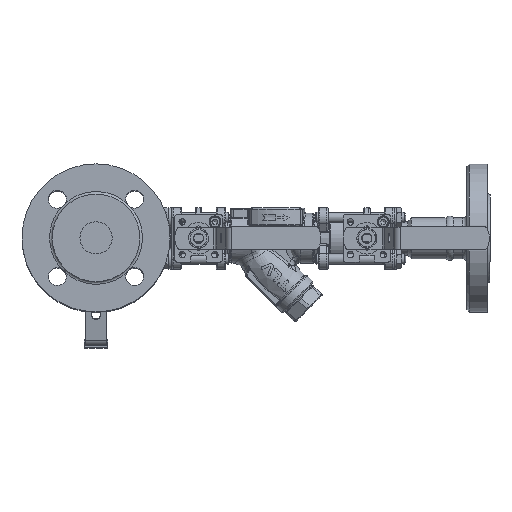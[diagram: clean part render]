
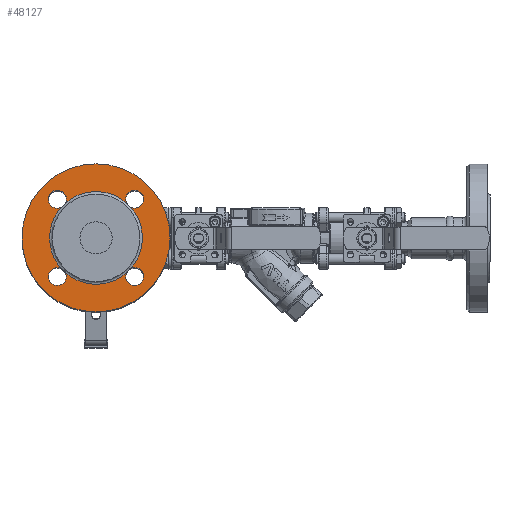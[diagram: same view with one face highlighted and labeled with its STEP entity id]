
A CAD part, top view. The second image highlights one B-rep face of the part: STEP entity #48127.
In plain terms, the highlighted planar face has unit normal (0, 0, 1).
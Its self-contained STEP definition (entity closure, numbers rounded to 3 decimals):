
#4447=FACE_BOUND('',#14587,.T.);
#4661=PLANE('',#51234);
#11571=FACE_OUTER_BOUND('',#14586,.T.);
#14586=EDGE_LOOP('',(#32879));
#14587=EDGE_LOOP('',(#32880,#32881,#32882,#32883,#32884,#32885,#32886,#32887,
#32888,#32889,#32890,#32891,#32892));
#17820=CIRCLE('',#51211,36.);
#17821=CIRCLE('',#51212,36.);
#17822=CIRCLE('',#51213,36.);
#17823=CIRCLE('',#51214,36.);
#17824=CIRCLE('',#51215,36.);
#17825=CIRCLE('',#51217,7.);
#17826=CIRCLE('',#51218,7.);
#17827=CIRCLE('',#51220,7.);
#17828=CIRCLE('',#51221,7.);
#17829=CIRCLE('',#51223,7.);
#17830=CIRCLE('',#51224,7.);
#17831=CIRCLE('',#51226,7.);
#17832=CIRCLE('',#51227,7.);
#17835=CIRCLE('',#51232,57.5);
#20565=VERTEX_POINT('',#71228);
#20566=VERTEX_POINT('',#71230);
#20567=VERTEX_POINT('',#71232);
#20568=VERTEX_POINT('',#71253);
#20569=VERTEX_POINT('',#71255);
#20570=VERTEX_POINT('',#71276);
#20571=VERTEX_POINT('',#71278);
#20572=VERTEX_POINT('',#71299);
#20573=VERTEX_POINT('',#71301);
#20574=VERTEX_POINT('',#71324);
#20575=VERTEX_POINT('',#71329);
#20576=VERTEX_POINT('',#71334);
#20577=VERTEX_POINT('',#71339);
#20580=VERTEX_POINT('',#71350);
#25211=EDGE_CURVE('',#20565,#20566,#17820,.T.);
#25213=EDGE_CURVE('',#20567,#20568,#17821,.T.);
#25215=EDGE_CURVE('',#20569,#20570,#17822,.T.);
#25217=EDGE_CURVE('',#20571,#20572,#17823,.T.);
#25219=EDGE_CURVE('',#20573,#20565,#17824,.T.);
#25220=EDGE_CURVE('',#20569,#20574,#17825,.T.);
#25221=EDGE_CURVE('',#20574,#20568,#17826,.T.);
#25223=EDGE_CURVE('',#20571,#20575,#17827,.T.);
#25224=EDGE_CURVE('',#20575,#20570,#17828,.T.);
#25226=EDGE_CURVE('',#20573,#20576,#17829,.T.);
#25227=EDGE_CURVE('',#20576,#20572,#17830,.T.);
#25229=EDGE_CURVE('',#20567,#20577,#17831,.T.);
#25230=EDGE_CURVE('',#20577,#20566,#17832,.T.);
#25236=EDGE_CURVE('',#20580,#20580,#17835,.T.);
#32879=ORIENTED_EDGE('',*,*,#25236,.F.);
#32880=ORIENTED_EDGE('',*,*,#25217,.F.);
#32881=ORIENTED_EDGE('',*,*,#25223,.T.);
#32882=ORIENTED_EDGE('',*,*,#25224,.T.);
#32883=ORIENTED_EDGE('',*,*,#25215,.F.);
#32884=ORIENTED_EDGE('',*,*,#25220,.T.);
#32885=ORIENTED_EDGE('',*,*,#25221,.T.);
#32886=ORIENTED_EDGE('',*,*,#25213,.F.);
#32887=ORIENTED_EDGE('',*,*,#25229,.T.);
#32888=ORIENTED_EDGE('',*,*,#25230,.T.);
#32889=ORIENTED_EDGE('',*,*,#25211,.F.);
#32890=ORIENTED_EDGE('',*,*,#25219,.F.);
#32891=ORIENTED_EDGE('',*,*,#25226,.T.);
#32892=ORIENTED_EDGE('',*,*,#25227,.T.);
#48127=ADVANCED_FACE('',(#11571,#4447),#4661,.F.);
#51211=AXIS2_PLACEMENT_3D('',#71231,#57103,#57104);
#51212=AXIS2_PLACEMENT_3D('',#71254,#57105,#57106);
#51213=AXIS2_PLACEMENT_3D('',#71277,#57107,#57108);
#51214=AXIS2_PLACEMENT_3D('',#71300,#57109,#57110);
#51215=AXIS2_PLACEMENT_3D('',#71322,#57111,#57112);
#51217=AXIS2_PLACEMENT_3D('',#71325,#57115,#57116);
#51218=AXIS2_PLACEMENT_3D('',#71326,#57117,#57118);
#51220=AXIS2_PLACEMENT_3D('',#71330,#57122,#57123);
#51221=AXIS2_PLACEMENT_3D('',#71331,#57124,#57125);
#51223=AXIS2_PLACEMENT_3D('',#71335,#57129,#57130);
#51224=AXIS2_PLACEMENT_3D('',#71336,#57131,#57132);
#51226=AXIS2_PLACEMENT_3D('',#71340,#57136,#57137);
#51227=AXIS2_PLACEMENT_3D('',#71341,#57138,#57139);
#51232=AXIS2_PLACEMENT_3D('',#71352,#57151,#57152);
#51234=AXIS2_PLACEMENT_3D('',#71354,#57155,#57156);
#57103=DIRECTION('center_axis',(0.,0.,
1.));
#57104=DIRECTION('ref_axis',(1.,0.,0.));
#57105=DIRECTION('center_axis',(0.,0.,
1.));
#57106=DIRECTION('ref_axis',(1.,0.,0.));
#57107=DIRECTION('center_axis',(0.,0.,
1.));
#57108=DIRECTION('ref_axis',(1.,0.,0.));
#57109=DIRECTION('center_axis',(0.,0.,
1.));
#57110=DIRECTION('ref_axis',(1.,0.,0.));
#57111=DIRECTION('center_axis',(0.,0.,
1.));
#57112=DIRECTION('ref_axis',(1.,0.,0.));
#57115=DIRECTION('center_axis',(0.,0.,
-1.));
#57116=DIRECTION('ref_axis',(0.,-1.,0.));
#57117=DIRECTION('center_axis',(0.,0.,
-1.));
#57118=DIRECTION('ref_axis',(0.,-1.,0.));
#57122=DIRECTION('center_axis',(0.,0.,
-1.));
#57123=DIRECTION('ref_axis',(1.,0.,0.));
#57124=DIRECTION('center_axis',(0.,0.,
-1.));
#57125=DIRECTION('ref_axis',(1.,0.,0.));
#57129=DIRECTION('center_axis',(0.,0.,
-1.));
#57130=DIRECTION('ref_axis',(0.,1.,0.));
#57131=DIRECTION('center_axis',(0.,0.,
-1.));
#57132=DIRECTION('ref_axis',(0.,1.,0.));
#57136=DIRECTION('center_axis',(0.,0.,
-1.));
#57137=DIRECTION('ref_axis',(-1.,0.,0.));
#57138=DIRECTION('center_axis',(0.,0.,
-1.));
#57139=DIRECTION('ref_axis',(-1.,0.,0.));
#57151=DIRECTION('center_axis',(0.,0.,
-1.));
#57152=DIRECTION('ref_axis',(1.,0.,0.));
#57155=DIRECTION('center_axis',(0.,0.,
-1.));
#57156=DIRECTION('ref_axis',(1.,0.,0.));
#71228=CARTESIAN_POINT('',(-181.036,18.833,182.983));
#71230=CARTESIAN_POINT('',(-172.125,-4.877,182.983));
#71231=CARTESIAN_POINT('Origin',(-145.036,18.833,182.983));
#71232=CARTESIAN_POINT('',(-168.746,-8.257,182.983));
#71253=CARTESIAN_POINT('',(-121.326,-8.257,182.983));
#71254=CARTESIAN_POINT('Origin',(-145.036,18.833,182.983));
#71255=CARTESIAN_POINT('',(-117.946,-4.877,182.983));
#71276=CARTESIAN_POINT('',(-117.946,42.543,182.983));
#71277=CARTESIAN_POINT('Origin',(-145.036,18.833,182.983));
#71278=CARTESIAN_POINT('',(-121.326,45.922,182.983));
#71299=CARTESIAN_POINT('',(-168.746,45.922,182.983));
#71300=CARTESIAN_POINT('Origin',(-145.036,18.833,182.983));
#71301=CARTESIAN_POINT('',(-172.125,42.543,182.983));
#71322=CARTESIAN_POINT('Origin',(-145.036,18.833,182.983));
#71324=CARTESIAN_POINT('',(-114.984,-4.219,182.983));
#71325=CARTESIAN_POINT('Origin',(-114.984,-11.219,182.983));
#71326=CARTESIAN_POINT('Origin',(-114.984,-11.219,182.983));
#71329=CARTESIAN_POINT('',(-121.984,48.885,182.983));
#71330=CARTESIAN_POINT('Origin',(-114.984,48.885,182.983));
#71331=CARTESIAN_POINT('Origin',(-114.984,48.885,182.983));
#71334=CARTESIAN_POINT('',(-175.088,41.885,182.983));
#71335=CARTESIAN_POINT('Origin',(-175.088,48.885,182.983));
#71336=CARTESIAN_POINT('Origin',(-175.088,48.885,182.983));
#71339=CARTESIAN_POINT('',(-168.088,-11.219,182.983));
#71340=CARTESIAN_POINT('Origin',(-175.088,-11.219,182.983));
#71341=CARTESIAN_POINT('Origin',(-175.088,-11.219,182.983));
#71350=CARTESIAN_POINT('',(-202.536,18.833,182.983));
#71352=CARTESIAN_POINT('Origin',(-145.036,18.833,182.983));
#71354=CARTESIAN_POINT('Origin',(-145.036,18.833,182.983));
